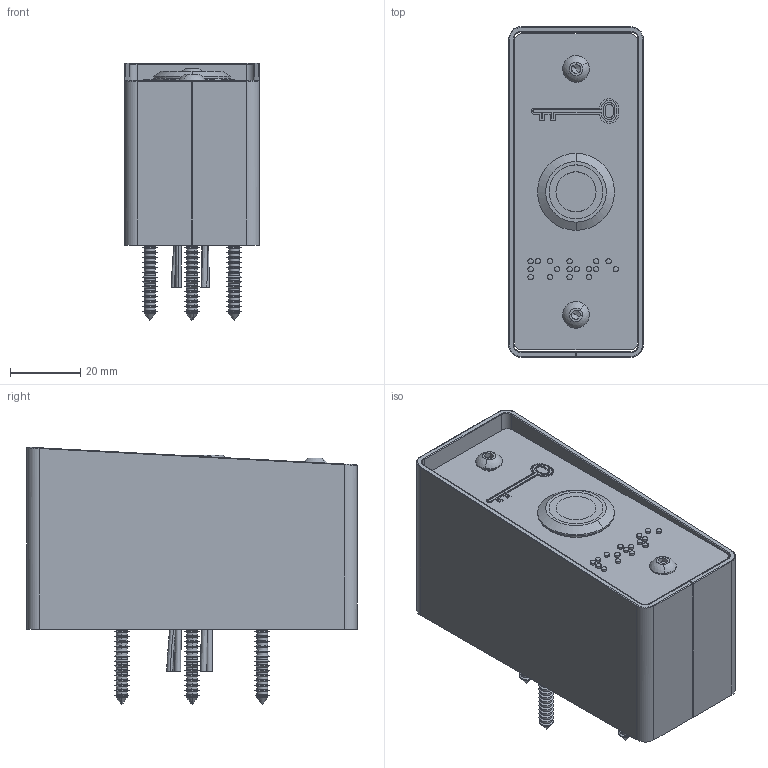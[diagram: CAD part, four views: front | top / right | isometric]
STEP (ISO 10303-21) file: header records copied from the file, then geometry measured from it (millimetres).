
FILE_DESCRIPTION (( 'STEP AP214' ), '1' );
FILE_NAME ('PB19_VB_BAP.STEP', '2021-07-30T15:13:14', ( '' ), ( '' ), 'SwSTEP 2.0', 'SolidWorks 2020', '' );
FILE_SCHEMA (( 'AUTOMOTIVE_DESIGN' ));
Length unit declared in the file: millimetre
Products named in the file (17): PBHI1_BOM PBHI1; BP-ECROU; PA0077-ZIP PLASTIC BAG FOR SCREWS; BP-JOINT_COMPRESSE; FILS^PB19_6 FILS; BP-BOUTON POUSSOIR INOX_PB19NO+NC_BV; LB0096-LABEL^PBHI1; SB0057-SCREW BAG FOR PBHI1; BP-FOND BOITIER MODIF; PA0112-CARTON BOX^PBHI1; PB19_VB_BAP; BP-FACADE MODIF_MP0504-MARQUAGE BRAILLE PORTE + CLE; Tapping screw DIN 7982-ST4.2x25-C-H-S_Tapping screw DIN 7982-ST4.2x25-C-H-S; PB19_PB19NO+NC_BV_6FS; BP-BOITIER CASQUETTE MODIF; ISO 7380 - M4 x 8 --- 8S_ISO 7380 - M4 x 8 --- 8S; MP0420-PHBI1 BOX ASSEMBLY
Assembly tree (17 placements, depth 4):
  PA0077-ZIP PLASTIC BAG FOR SCREWS
  LB0096-LABEL^PBHI1
  PA0112-CARTON BOX^PBHI1
  PB19_VB_BAP
    BP-FACADE MODIF_MP0504-MARQUAGE BRAILLE PORTE + CLE
    PB19_PB19NO+NC_BV_6FS
      BP-BOUTON POUSSOIR INOX_PB19NO+NC_BV
      BP-ECROU
      BP-JOINT_COMPRESSE
      FILS^PB19_6 FILS
    PBHI1_BOM PBHI1
      MP0420-PHBI1 BOX ASSEMBLY
        BP-FOND BOITIER MODIF
        BP-BOITIER CASQUETTE MODIF
      SB0057-SCREW BAG FOR PBHI1
        ISO 7380 - M4 x 8 --- 8S_ISO 7380 - M4 x 8 --- 8S  x2
        Tapping screw DIN 7982-ST4.2x25-C-H-S_Tapping screw DIN 7982-ST4.2x25-C-H-S  x4
Bounding box: 38.3 x 94 x 73.34 mm (x, y, z)
Volume: 42215.1 mm3; surface area: 54916.5 mm2
Topology: 24 solids, 24 shells, 1325 faces, 3186 edges, 1958 vertices
Faces by surface type: bspline 355, cone 352, cylinder 316, plane 286, torus 12, sphere 4
Entity records: 68520 total; most frequent: CARTESIAN_POINT 45457, ORIENTED_EDGE 4452, DIRECTION 3248, EDGE_CURVE 2226, VERTEX_POINT 1428, AXIS2_PLACEMENT_3D 1153, EDGE_LOOP 994, LINE 942
